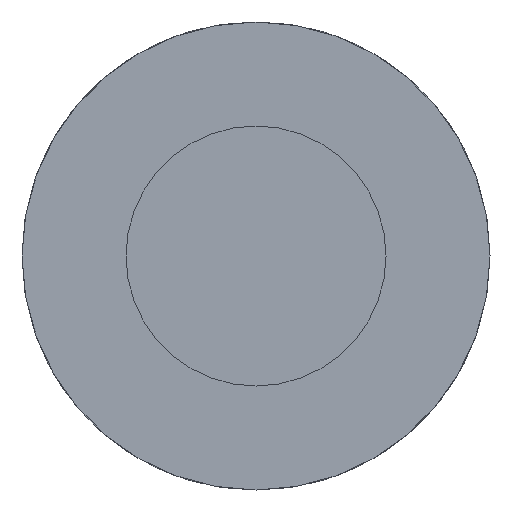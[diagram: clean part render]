
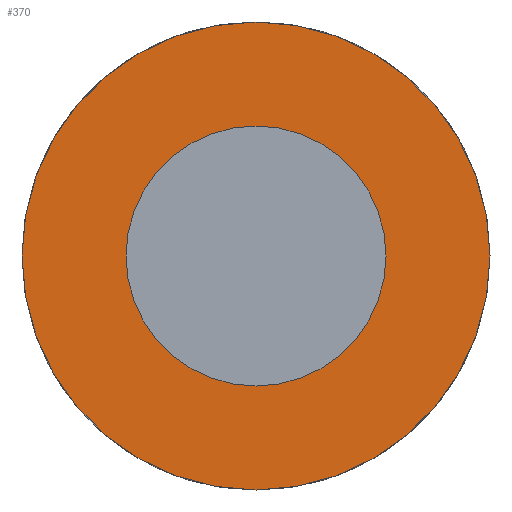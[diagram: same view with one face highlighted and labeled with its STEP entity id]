
A CAD part, front view. The second image highlights one B-rep face of the part: STEP entity #370.
In plain terms, the highlighted planar face has unit normal (0, -1, 0).
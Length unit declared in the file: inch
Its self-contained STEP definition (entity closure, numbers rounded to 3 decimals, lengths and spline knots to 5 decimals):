
#4 = CARTESIAN_POINT ( 'NONE',  ( 0., 2.5, 0. ) ) ;
#10 = CARTESIAN_POINT ( 'NONE',  ( 0., 2.5, -0.125 ) ) ;
#58 = CARTESIAN_POINT ( 'NONE',  ( 0., 2.5, -0.225 ) ) ;
#84 = CARTESIAN_POINT ( 'NONE',  ( 0., 2.5, 0. ) ) ;
#111 = EDGE_CURVE ( 'NONE', #184, #905, #362, .T. ) ;
#184 = VERTEX_POINT ( 'NONE', #442 ) ;
#202 = EDGE_LOOP ( 'NONE', ( #602, #696 ) ) ;
#227 = CIRCLE ( 'NONE', #737, 0.225 ) ;
#247 = EDGE_LOOP ( 'NONE', ( #398, #451 ) ) ;
#293 = EDGE_CURVE ( 'NONE', #689, #493, #304, .T. ) ;
#304 = CIRCLE ( 'NONE', #495, 0.125 ) ;
#319 = AXIS2_PLACEMENT_3D ( 'NONE', #4, #413, #841 ) ;
#324 = DIRECTION ( 'NONE',  ( 0., 0., 1. ) ) ;
#350 = PLANE ( 'NONE',  #319 ) ;
#352 = CARTESIAN_POINT ( 'NONE',  ( 0., 2.5, 0. ) ) ;
#359 = DIRECTION ( 'NONE',  ( 0., 1., 0. ) ) ;
#362 = CIRCLE ( 'NONE', #881, 0.225 ) ;
#370 = ADVANCED_FACE ( 'NONE', ( #710, #568 ), #350, .F. ) ;
#385 = CIRCLE ( 'NONE', #574, 0.125 ) ;
#398 = ORIENTED_EDGE ( 'NONE', *, *, #863, .T. ) ;
#413 = DIRECTION ( 'NONE',  ( 0., 1., 0. ) ) ;
#424 = DIRECTION ( 'NONE',  ( 0., 0., 1. ) ) ;
#442 = CARTESIAN_POINT ( 'NONE',  ( 0., 2.5, 0.225 ) ) ;
#451 = ORIENTED_EDGE ( 'NONE', *, *, #293, .T. ) ;
#493 = VERTEX_POINT ( 'NONE', #10 ) ;
#495 = AXIS2_PLACEMENT_3D ( 'NONE', #352, #695, #324 ) ;
#526 = CARTESIAN_POINT ( 'NONE',  ( 0., 2.5, 0. ) ) ;
#541 = CARTESIAN_POINT ( 'NONE',  ( 0., 2.5, 0. ) ) ;
#568 = FACE_OUTER_BOUND ( 'NONE', #202, .T. ) ;
#574 = AXIS2_PLACEMENT_3D ( 'NONE', #541, #732, #812 ) ;
#602 = ORIENTED_EDGE ( 'NONE', *, *, #895, .F. ) ;
#689 = VERTEX_POINT ( 'NONE', #761 ) ;
#695 = DIRECTION ( 'NONE',  ( 0., 1., 0. ) ) ;
#696 = ORIENTED_EDGE ( 'NONE', *, *, #111, .F. ) ;
#710 = FACE_BOUND ( 'NONE', #247, .T. ) ;
#732 = DIRECTION ( 'NONE',  ( 0., 1., 0. ) ) ;
#737 = AXIS2_PLACEMENT_3D ( 'NONE', #526, #873, #797 ) ;
#761 = CARTESIAN_POINT ( 'NONE',  ( 0., 2.5, 0.125 ) ) ;
#797 = DIRECTION ( 'NONE',  ( 0., 0., 1. ) ) ;
#812 = DIRECTION ( 'NONE',  ( 0., 0., 1. ) ) ;
#841 = DIRECTION ( 'NONE',  ( 0., 0., 1. ) ) ;
#863 = EDGE_CURVE ( 'NONE', #493, #689, #385, .T. ) ;
#873 = DIRECTION ( 'NONE',  ( 0., 1., 0. ) ) ;
#881 = AXIS2_PLACEMENT_3D ( 'NONE', #84, #359, #424 ) ;
#895 = EDGE_CURVE ( 'NONE', #905, #184, #227, .T. ) ;
#905 = VERTEX_POINT ( 'NONE', #58 ) ;
